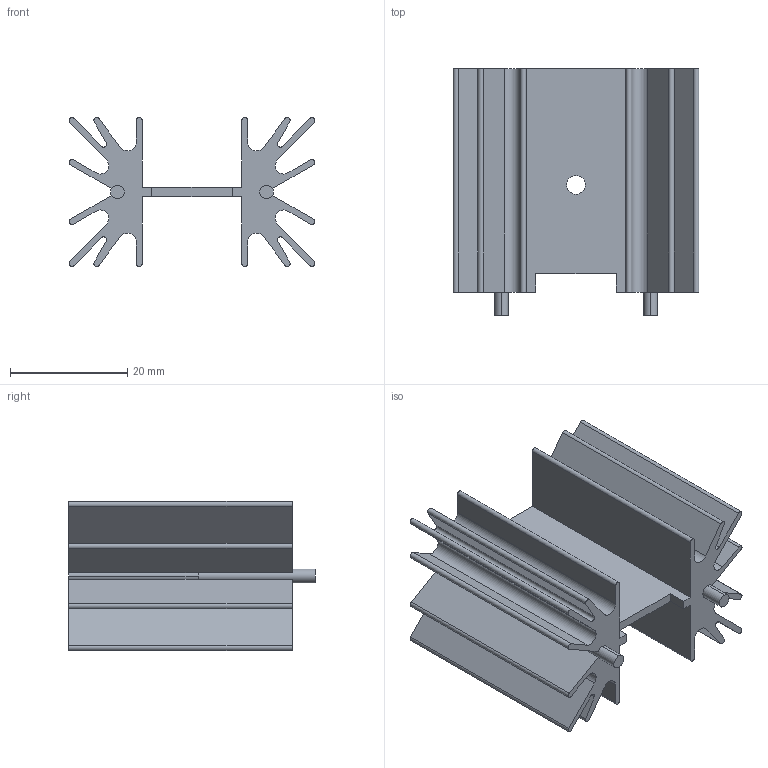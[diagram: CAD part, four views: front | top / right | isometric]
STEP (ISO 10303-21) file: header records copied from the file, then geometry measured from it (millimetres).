
FILE_DESCRIPTION (( 'STEP AP214' ), '1' );
FILE_NAME ('529802B02500G.STEP', '2023-08-25T21:20:08', ( '' ), ( '' ), 'SwSTEP 2.0', 'SolidWorks 2021', '' );
FILE_SCHEMA (( 'AUTOMOTIVE_DESIGN' ));
Length unit declared in the file: millimetre
Products named in the file (1): 529802B02500G
Bounding box: 41.91 x 42.06 x 25.4 mm (x, y, z)
Volume: 12237.6 mm3; surface area: 12928.5 mm2
Topology: 3 solids, 3 shells, 90 faces, 248 edges, 164 vertices
Faces by surface type: plane 46, cylinder 44
Entity records: 2944 total; most frequent: DIRECTION 518, CARTESIAN_POINT 503, ORIENTED_EDGE 496, EDGE_CURVE 248, AXIS2_PLACEMENT_3D 179, VERTEX_POINT 164, VECTOR 160, LINE 160
